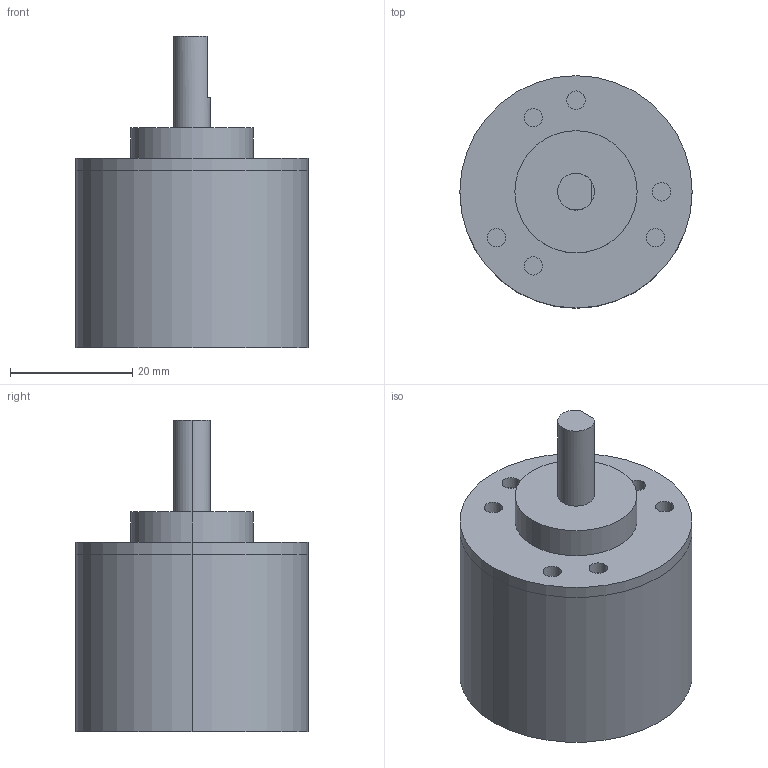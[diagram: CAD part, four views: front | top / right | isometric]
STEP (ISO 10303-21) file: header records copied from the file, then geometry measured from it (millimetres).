
FILE_DESCRIPTION (( 'STEP AP203' ), '1' );
FILE_NAME ('Encoder.STEP', '2026-01-11T20:34:09', ( '' ), ( '' ), 'SwSTEP 2.0', 'SolidWorks 2024', '' );
FILE_SCHEMA (( 'CONFIG_CONTROL_DESIGN' ));
Length unit declared in the file: millimetre
Products named in the file (1): Encoder
Bounding box: 38 x 38 x 51 mm (x, y, z)
Volume: 37056.4 mm3; surface area: 8860.5 mm2
Topology: 2 solids, 2 shells, 28 faces, 66 edges, 44 vertices
Faces by surface type: cylinder 20, plane 8
Entity records: 931 total; most frequent: DIRECTION 166, CARTESIAN_POINT 139, ORIENTED_EDGE 132, AXIS2_PLACEMENT_3D 71, EDGE_CURVE 66, VERTEX_POINT 44, CIRCLE 42, EDGE_LOOP 42
